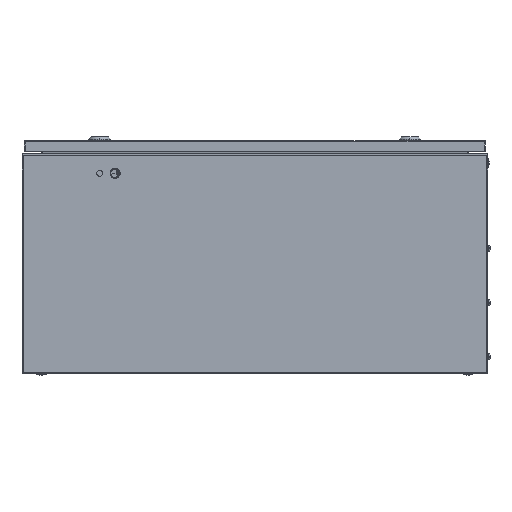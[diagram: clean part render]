
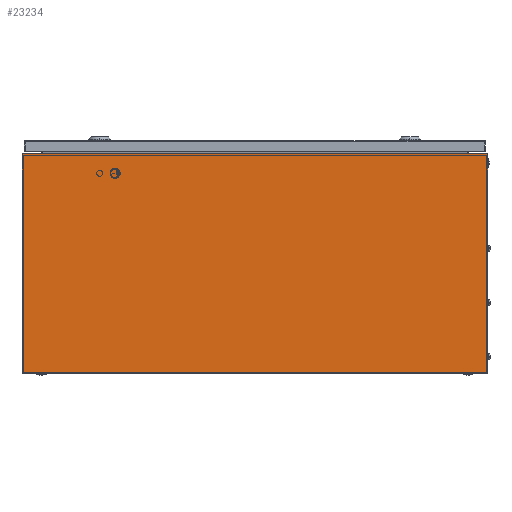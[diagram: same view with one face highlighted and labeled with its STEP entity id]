
A CAD part, left-side view. The second image highlights one B-rep face of the part: STEP entity #23234.
In plain terms, the highlighted planar face has unit normal (-1, 0, 0).
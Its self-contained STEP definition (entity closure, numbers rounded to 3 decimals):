
#617 = VECTOR ( 'NONE', #5983, 1000. ) ;
#1536 = ORIENTED_EDGE ( 'NONE', *, *, #47215, .F. ) ;
#5783 = CARTESIAN_POINT ( 'NONE',  ( 0., 600., 283. ) ) ;
#5983 = DIRECTION ( 'NONE',  ( 0., -1., 0. ) ) ;
#13851 = LINE ( 'NONE', #40042, #52402 ) ;
#17892 = DIRECTION ( 'NONE',  ( 0., 0., -1. ) ) ;
#18253 = PLANE ( 'NONE',  #46292 ) ;
#21775 = DIRECTION ( 'NONE',  ( 0., 0., -1. ) ) ;
#22074 = ORIENTED_EDGE ( 'NONE', *, *, #43342, .F. ) ;
#23234 = ADVANCED_FACE ( 'NONE', ( #59489 ), #18253, .F. ) ;
#26487 = ORIENTED_EDGE ( 'NONE', *, *, #60514, .T. ) ;
#28412 = LINE ( 'NONE', #49669, #32820 ) ;
#32820 = VECTOR ( 'NONE', #17892, 1000. ) ;
#33772 = EDGE_CURVE ( 'NONE', #45101, #62020, #37571, .T. ) ;
#34116 = CARTESIAN_POINT ( 'NONE',  ( 0., 0., 0. ) ) ;
#37571 = LINE ( 'NONE', #5783, #67668 ) ;
#39599 = DIRECTION ( 'NONE',  ( 1., 0., 0. ) ) ;
#40042 = CARTESIAN_POINT ( 'NONE',  ( 0., 0., 283. ) ) ;
#43132 = VERTEX_POINT ( 'NONE', #47055 ) ;
#43342 = EDGE_CURVE ( 'NONE', #45101, #43132, #13851, .T. ) ;
#45101 = VERTEX_POINT ( 'NONE', #53084 ) ;
#45615 = DIRECTION ( 'NONE',  ( 0., -1., 0. ) ) ;
#46292 = AXIS2_PLACEMENT_3D ( 'NONE', #50028, #39599, #55569 ) ;
#47055 = CARTESIAN_POINT ( 'NONE',  ( 0., 0., 283. ) ) ;
#47215 = EDGE_CURVE ( 'NONE', #43132, #58680, #28412, .T. ) ;
#47678 = EDGE_LOOP ( 'NONE', ( #26487, #1536, #22074, #63509 ) ) ;
#47835 = LINE ( 'NONE', #53418, #617 ) ;
#49669 = CARTESIAN_POINT ( 'NONE',  ( 0., 0., 283. ) ) ;
#50028 = CARTESIAN_POINT ( 'NONE',  ( 0., 0., 283. ) ) ;
#52402 = VECTOR ( 'NONE', #45615, 1000. ) ;
#53084 = CARTESIAN_POINT ( 'NONE',  ( 0., 600., 283. ) ) ;
#53418 = CARTESIAN_POINT ( 'NONE',  ( 0., 0., 0. ) ) ;
#55569 = DIRECTION ( 'NONE',  ( 0., 0., -1. ) ) ;
#58680 = VERTEX_POINT ( 'NONE', #34116 ) ;
#59489 = FACE_OUTER_BOUND ( 'NONE', #47678, .T. ) ;
#60514 = EDGE_CURVE ( 'NONE', #62020, #58680, #47835, .T. ) ;
#62020 = VERTEX_POINT ( 'NONE', #63123 ) ;
#63123 = CARTESIAN_POINT ( 'NONE',  ( 0., 600., 0. ) ) ;
#63509 = ORIENTED_EDGE ( 'NONE', *, *, #33772, .T. ) ;
#67668 = VECTOR ( 'NONE', #21775, 1000. ) ;
